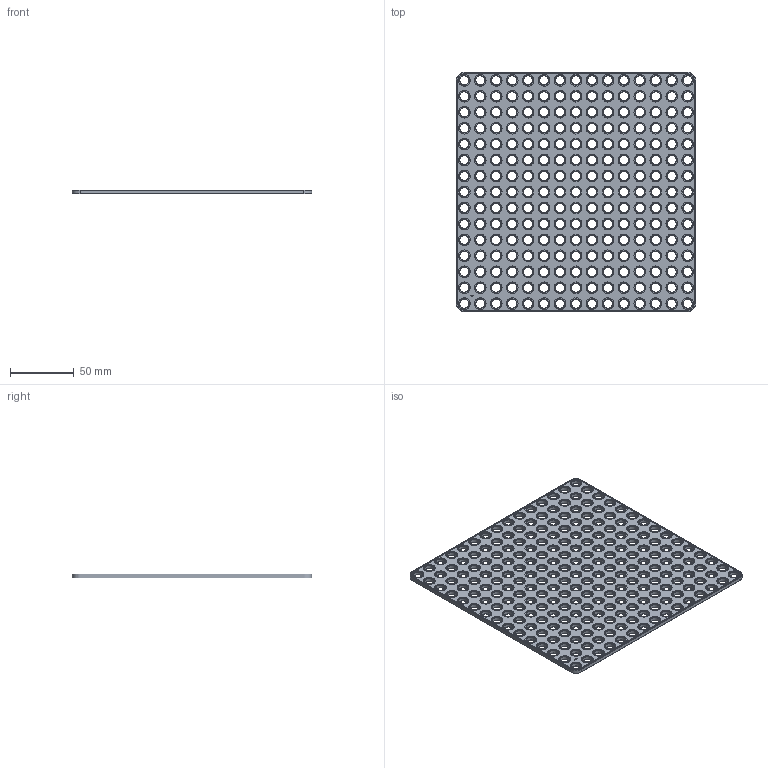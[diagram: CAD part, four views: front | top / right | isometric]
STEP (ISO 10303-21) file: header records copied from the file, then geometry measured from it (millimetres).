
FILE_DESCRIPTION(('FreeCAD Model'),'2;1');
FILE_NAME('Open CASCADE Shape Model','2024-01-31T15:17:07',(''),(''), 'Open CASCADE STEP processor 7.6','FreeCAD','Unknown');
FILE_SCHEMA(('AUTOMOTIVE_DESIGN { 1 0 10303 214 1 1 1 1 }'));
Products named in the file (1): Plate SQR CRNR BU15x00.25 - SPN-PLT-0050 (stemfie.org)
Bounding box: 187.5 x 187.5 x 3.12 mm (x, y, z)
Volume: 78303.3 mm3; surface area: 70201.8 mm2
Topology: 1 solids, 1 shells, 1615 faces, 3599 edges, 2244 vertices
Faces by surface type: plane 541, cylinder 458, cone 458, extrusion 158
Full cylindrical faces by diameter (mm): 7 x225, 9.2 x225
Entity records: 94382 total; most frequent: CARTESIAN_POINT 20821, DIRECTION 13475, VECTOR 7345, ORIENTED_EDGE 7198, PCURVE 7198, DEFINITIONAL_REPRESENTATION 7198, LINE 7187, EDGE_CURVE 3599
